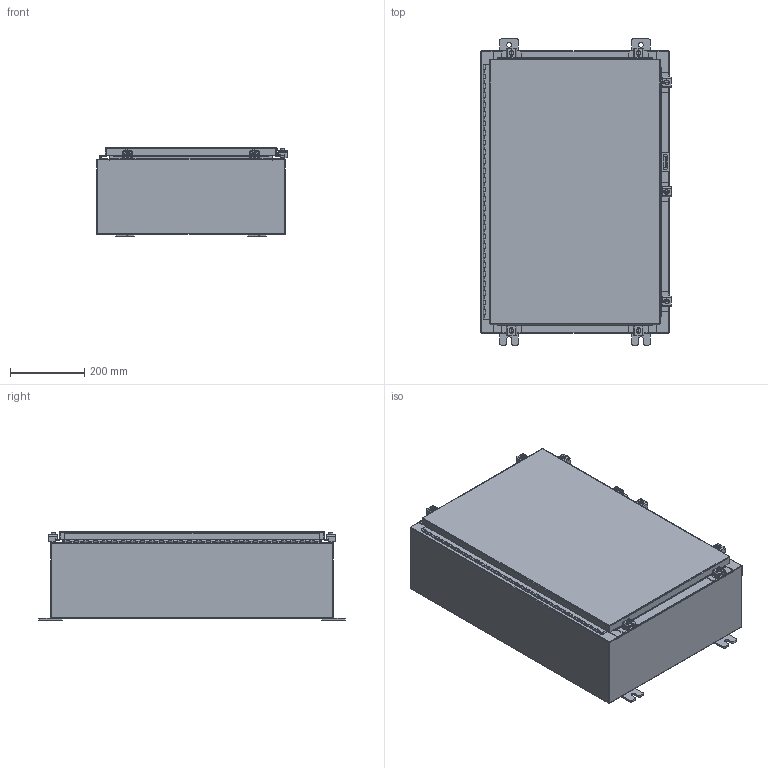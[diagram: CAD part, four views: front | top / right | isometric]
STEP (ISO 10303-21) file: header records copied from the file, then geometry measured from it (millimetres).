
FILE_DESCRIPTION (( 'STEP AP203' ), '1' );
FILE_NAME ('N30H2008ALWP.STEP', '2014-01-24T16:49:30', ( 'changeme' ), ( 'Microsoft' ), 'SwSTEP 2.0', 'SolidWorks 2013', '' );
FILE_SCHEMA (( 'CONFIG_CONTROL_DESIGN' ));
Length unit declared in the file: inch
Products named in the file (19): N30H2008ALWP Body; N30H2008ALWP Padlock Hasp; N30H2008ALWP Bottom; N30H2008ALWP Clamp Bracket; N30H2008ALWP Backpanel; N30H2008ALWP Top; N30H2008ALWP 22101002; N30H2008ALWP Mounting Studs; N30H2008ALWP; N30H2008ALWP 22104005_DEFAULT; N30H2008ALWP Hinge Enclosure Side2; N30H2008ALWP Clamp Top; N30H2008ALWP Hinge Cover Side; N30H2008ALWP Clamp Assembly; N30H2008ALWP 125 Pin Hinge; N30H2008ALWP Standard Clamps; N30H2008ALWP Mounting Feet; N30H2008ALWP Cover; N30H2008ALWP Padlock Staple
Assembly tree (31 placements, depth 4):
  N30H2008ALWP
    N30H2008ALWP Backpanel
    N30H2008ALWP Mounting Studs  x4
    N30H2008ALWP 125 Pin Hinge
      N30H2008ALWP Hinge Enclosure Side2
      N30H2008ALWP Hinge Cover Side
    N30H2008ALWP Mounting Feet  x4
    N30H2008ALWP Padlock Staple
    N30H2008ALWP Padlock Hasp
    N30H2008ALWP Standard Clamps  x7
      N30H2008ALWP Clamp Bracket
      N30H2008ALWP Clamp Assembly
        N30H2008ALWP 22101002  x2
        N30H2008ALWP 22104005_DEFAULT
        N30H2008ALWP Clamp Top
    N30H2008ALWP Cover
    N30H2008ALWP Body
    N30H2008ALWP Bottom
    N30H2008ALWP Top
Bounding box: 513.35 x 825.5 x 238.47 mm (x, y, z)
Volume: 3752940 mm3; surface area: 3706811.5 mm2
Topology: 52 solids, 52 shells, 1990 faces, 5022 edges, 3162 vertices
Faces by surface type: plane 1056, cylinder 830, cone 50, torus 46, bspline 8
Entity records: 37425 total; most frequent: CARTESIAN_POINT 6494, DIRECTION 6226, ORIENTED_EDGE 5856, EDGE_CURVE 2928, AXIS2_PLACEMENT_3D 2158, VECTOR 1910, LINE 1910, VERTEX_POINT 1804
